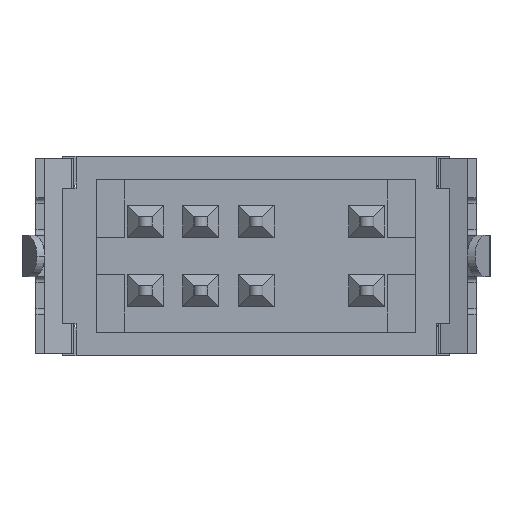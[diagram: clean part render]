
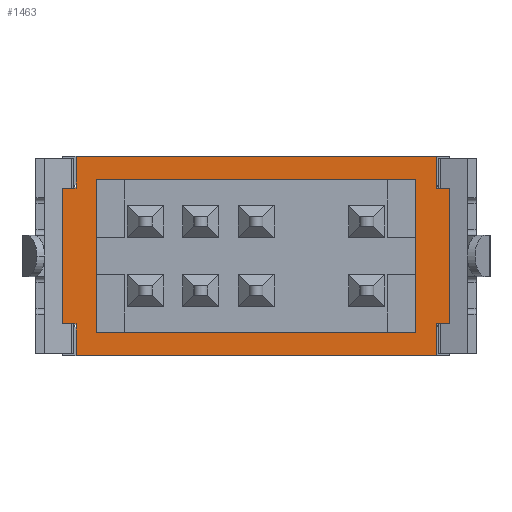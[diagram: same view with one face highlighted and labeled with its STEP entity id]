
A CAD part, front view. The second image highlights one B-rep face of the part: STEP entity #1463.
In plain terms, the highlighted planar face has unit normal (0, -1, 0).
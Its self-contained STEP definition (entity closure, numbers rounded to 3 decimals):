
#926 = EDGE_CURVE ( 'NONE', #927, #929, #6018, .T. ) ;
#927 = VERTEX_POINT ( 'NONE', #6014 ) ;
#929 = VERTEX_POINT ( 'NONE', #6013 ) ;
#1317 = VERTEX_POINT ( 'NONE', #7119 ) ;
#1322 = EDGE_CURVE ( 'NONE', #1397, #1317, #7117, .T. ) ;
#1371 = EDGE_CURVE ( 'NONE', #929, #1397, #7236, .T. ) ;
#1372 = VERTEX_POINT ( 'NONE', #7232 ) ;
#1373 = VERTEX_POINT ( 'NONE', #7231 ) ;
#1377 = EDGE_CURVE ( 'NONE', #1372, #1373, #7229, .T. ) ;
#1385 = ORIENTED_EDGE ( 'NONE', *, *, #926, .F. ) ;
#1397 = VERTEX_POINT ( 'NONE', #7289 ) ;
#1448 = ORIENTED_EDGE ( 'NONE', *, *, #1377, .F. ) ;
#1450 = ORIENTED_EDGE ( 'NONE', *, *, #1322, .F. ) ;
#1451 = VERTEX_POINT ( 'NONE', #7408 ) ;
#1452 = ORIENTED_EDGE ( 'NONE', *, *, #1469, .F. ) ;
#1453 = ORIENTED_EDGE ( 'NONE', *, *, #1454, .T. ) ;
#1454 = EDGE_CURVE ( 'NONE', #1456, #1451, #7407, .T. ) ;
#1455 = ORIENTED_EDGE ( 'NONE', *, *, #2298, .F. ) ;
#1456 = VERTEX_POINT ( 'NONE', #7403 ) ;
#1457 = EDGE_CURVE ( 'NONE', #1471, #1451, #7402, .T. ) ;
#1458 = ORIENTED_EDGE ( 'NONE', *, *, #1457, .F. ) ;
#1459 = EDGE_CURVE ( 'NONE', #1317, #927, #7398, .T. ) ;
#1462 = EDGE_LOOP ( 'NONE', ( #1464, #1385, #1532, #1450 ) ) ;
#1463 = ADVANCED_FACE ( 'NONE', ( #7451, #7450 ), #7435, .F. ) ;
#1464 = ORIENTED_EDGE ( 'NONE', *, *, #1371, .F. ) ;
#1469 = EDGE_CURVE ( 'NONE', #2320, #1471, #7484, .T. ) ;
#1471 = VERTEX_POINT ( 'NONE', #7476 ) ;
#1472 = EDGE_CURVE ( 'NONE', #1373, #2294, #7475, .T. ) ;
#1521 = VERTEX_POINT ( 'NONE', #7619 ) ;
#1522 = ORIENTED_EDGE ( 'NONE', *, *, #1525, .F. ) ;
#1523 = VERTEX_POINT ( 'NONE', #7618 ) ;
#1525 = EDGE_CURVE ( 'NONE', #1523, #1521, #7613, .T. ) ;
#1526 = ORIENTED_EDGE ( 'NONE', *, *, #1527, .T. ) ;
#1527 = EDGE_CURVE ( 'NONE', #1372, #1521, #7609, .T. ) ;
#1529 = EDGE_LOOP ( 'NONE', ( #1453, #1458, #1452, #1530, #1533, #1455, #1531, #1448, #1526, #1522, #1615, #1546 ) ) ;
#1530 = ORIENTED_EDGE ( 'NONE', *, *, #2319, .F. ) ;
#1531 = ORIENTED_EDGE ( 'NONE', *, *, #1472, .F. ) ;
#1532 = ORIENTED_EDGE ( 'NONE', *, *, #1459, .F. ) ;
#1533 = ORIENTED_EDGE ( 'NONE', *, *, #2346, .F. ) ;
#1546 = ORIENTED_EDGE ( 'NONE', *, *, #1560, .F. ) ;
#1560 = EDGE_CURVE ( 'NONE', #1456, #1606, #7715, .T. ) ;
#1606 = VERTEX_POINT ( 'NONE', #7804 ) ;
#1615 = ORIENTED_EDGE ( 'NONE', *, *, #1623, .F. ) ;
#1623 = EDGE_CURVE ( 'NONE', #1606, #1523, #7781, .T. ) ;
#2268 = VERTEX_POINT ( 'NONE', #9476 ) ;
#2294 = VERTEX_POINT ( 'NONE', #9573 ) ;
#2298 = EDGE_CURVE ( 'NONE', #2294, #2299, #9568, .T. ) ;
#2299 = VERTEX_POINT ( 'NONE', #9623 ) ;
#2319 = EDGE_CURVE ( 'NONE', #2268, #2320, #9676, .T. ) ;
#2320 = VERTEX_POINT ( 'NONE', #9672 ) ;
#2346 = EDGE_CURVE ( 'NONE', #2299, #2268, #9729, .T. ) ;
#6013 = CARTESIAN_POINT ( 'NONE',  ( -5.75, 1.4, 2.75 ) ) ;
#6014 = CARTESIAN_POINT ( 'NONE',  ( 5.75, 1.4, 2.75 ) ) ;
#6015 = DIRECTION ( 'NONE',  ( -1., 0., 0. ) ) ;
#6016 = VECTOR ( 'NONE', #6015, 1000. ) ;
#6017 = CARTESIAN_POINT ( 'NONE',  ( -7., 1.4, 2.75 ) ) ;
#6018 = LINE ( 'NONE', #6017, #6016 ) ;
#7114 = DIRECTION ( 'NONE',  ( 1., 0., 0. ) ) ;
#7115 = VECTOR ( 'NONE', #7114, 1000. ) ;
#7116 = CARTESIAN_POINT ( 'NONE',  ( -7., 1.4, -2.75 ) ) ;
#7117 = LINE ( 'NONE', #7116, #7115 ) ;
#7119 = CARTESIAN_POINT ( 'NONE',  ( 5.75, 1.4, -2.75 ) ) ;
#7226 = DIRECTION ( 'NONE',  ( -1., 0., 0. ) ) ;
#7227 = VECTOR ( 'NONE', #7226, 1000. ) ;
#7228 = CARTESIAN_POINT ( 'NONE',  ( -7., 1.4, -3.6 ) ) ;
#7229 = LINE ( 'NONE', #7228, #7227 ) ;
#7231 = CARTESIAN_POINT ( 'NONE',  ( -6.5, 1.4, -3.6 ) ) ;
#7232 = CARTESIAN_POINT ( 'NONE',  ( 6.5, 1.4, -3.6 ) ) ;
#7233 = DIRECTION ( 'NONE',  ( 0., 0., -1. ) ) ;
#7234 = VECTOR ( 'NONE', #7233, 1000. ) ;
#7235 = CARTESIAN_POINT ( 'NONE',  ( -5.75, 1.4, 3.6 ) ) ;
#7236 = LINE ( 'NONE', #7235, #7234 ) ;
#7289 = CARTESIAN_POINT ( 'NONE',  ( -5.75, 1.4, -2.75 ) ) ;
#7395 = DIRECTION ( 'NONE',  ( 0., 0., 1. ) ) ;
#7396 = VECTOR ( 'NONE', #7395, 1000. ) ;
#7397 = CARTESIAN_POINT ( 'NONE',  ( 5.75, 1.4, 3.6 ) ) ;
#7398 = LINE ( 'NONE', #7397, #7396 ) ;
#7399 = DIRECTION ( 'NONE',  ( 1., 0., 0. ) ) ;
#7400 = VECTOR ( 'NONE', #7399, 1000. ) ;
#7401 = CARTESIAN_POINT ( 'NONE',  ( -7., 1.4, 3.6 ) ) ;
#7402 = LINE ( 'NONE', #7401, #7400 ) ;
#7403 = CARTESIAN_POINT ( 'NONE',  ( 6.5, 1.4, 2.45 ) ) ;
#7404 = DIRECTION ( 'NONE',  ( 0., 0., 1. ) ) ;
#7405 = VECTOR ( 'NONE', #7404, 1000. ) ;
#7406 = CARTESIAN_POINT ( 'NONE',  ( 6.5, 1.4, -3.6 ) ) ;
#7407 = LINE ( 'NONE', #7406, #7405 ) ;
#7408 = CARTESIAN_POINT ( 'NONE',  ( 6.5, 1.4, 3.6 ) ) ;
#7431 = DIRECTION ( 'NONE',  ( 0., 0., 1. ) ) ;
#7432 = DIRECTION ( 'NONE',  ( 0., 1., 0. ) ) ;
#7433 = CARTESIAN_POINT ( 'NONE',  ( -7., 1.4, 3.6 ) ) ;
#7434 = AXIS2_PLACEMENT_3D ( 'NONE', #7433, #7432, #7431 ) ;
#7435 = PLANE ( 'NONE',  #7434 ) ;
#7450 = FACE_OUTER_BOUND ( 'NONE', #1529, .T. ) ;
#7451 = FACE_BOUND ( 'NONE', #1462, .T. ) ;
#7472 = DIRECTION ( 'NONE',  ( 0., 0., 1. ) ) ;
#7473 = VECTOR ( 'NONE', #7472, 1000. ) ;
#7474 = CARTESIAN_POINT ( 'NONE',  ( -6.5, 1.4, 3.6 ) ) ;
#7475 = LINE ( 'NONE', #7474, #7473 ) ;
#7476 = CARTESIAN_POINT ( 'NONE',  ( -6.5, 1.4, 3.6 ) ) ;
#7481 = DIRECTION ( 'NONE',  ( 0., 0., 1. ) ) ;
#7482 = VECTOR ( 'NONE', #7481, 1000. ) ;
#7483 = CARTESIAN_POINT ( 'NONE',  ( -6.5, 1.4, 3.6 ) ) ;
#7484 = LINE ( 'NONE', #7483, #7482 ) ;
#7606 = DIRECTION ( 'NONE',  ( 0., 0., 1. ) ) ;
#7607 = VECTOR ( 'NONE', #7606, 1000. ) ;
#7608 = CARTESIAN_POINT ( 'NONE',  ( 6.5, 1.4, -3.6 ) ) ;
#7609 = LINE ( 'NONE', #7608, #7607 ) ;
#7610 = DIRECTION ( 'NONE',  ( -1., 0., 0. ) ) ;
#7611 = VECTOR ( 'NONE', #7610, 1000. ) ;
#7612 = CARTESIAN_POINT ( 'NONE',  ( -4.5, 1.4, -2.45 ) ) ;
#7613 = LINE ( 'NONE', #7612, #7611 ) ;
#7618 = CARTESIAN_POINT ( 'NONE',  ( 7., 1.4, -2.45 ) ) ;
#7619 = CARTESIAN_POINT ( 'NONE',  ( 6.5, 1.4, -2.45 ) ) ;
#7708 = DIRECTION ( 'NONE',  ( 1., 0., 0. ) ) ;
#7709 = VECTOR ( 'NONE', #7708, 1000. ) ;
#7710 = CARTESIAN_POINT ( 'NONE',  ( -4.5, 1.4, 2.45 ) ) ;
#7715 = LINE ( 'NONE', #7710, #7709 ) ;
#7778 = DIRECTION ( 'NONE',  ( 0., 0., -1. ) ) ;
#7779 = VECTOR ( 'NONE', #7778, 1000. ) ;
#7780 = CARTESIAN_POINT ( 'NONE',  ( 7., 1.4, 3.6 ) ) ;
#7781 = LINE ( 'NONE', #7780, #7779 ) ;
#7804 = CARTESIAN_POINT ( 'NONE',  ( 7., 1.4, 2.45 ) ) ;
#9476 = CARTESIAN_POINT ( 'NONE',  ( -7., 1.4, 2.45 ) ) ;
#9568 = LINE ( 'NONE', #9626, #9625 ) ;
#9573 = CARTESIAN_POINT ( 'NONE',  ( -6.5, 1.4, -2.45 ) ) ;
#9623 = CARTESIAN_POINT ( 'NONE',  ( -7., 1.4, -2.45 ) ) ;
#9624 = DIRECTION ( 'NONE',  ( -1., 0., 0. ) ) ;
#9625 = VECTOR ( 'NONE', #9624, 1000. ) ;
#9626 = CARTESIAN_POINT ( 'NONE',  ( -7., 1.4, -2.45 ) ) ;
#9672 = CARTESIAN_POINT ( 'NONE',  ( -6.5, 1.4, 2.45 ) ) ;
#9673 = DIRECTION ( 'NONE',  ( 1., 0., 0. ) ) ;
#9674 = VECTOR ( 'NONE', #9673, 1000. ) ;
#9675 = CARTESIAN_POINT ( 'NONE',  ( -7., 1.4, 2.45 ) ) ;
#9676 = LINE ( 'NONE', #9675, #9674 ) ;
#9726 = DIRECTION ( 'NONE',  ( 0., 0., 1. ) ) ;
#9727 = VECTOR ( 'NONE', #9726, 1000. ) ;
#9728 = CARTESIAN_POINT ( 'NONE',  ( -7., 1.4, 3.6 ) ) ;
#9729 = LINE ( 'NONE', #9728, #9727 ) ;
